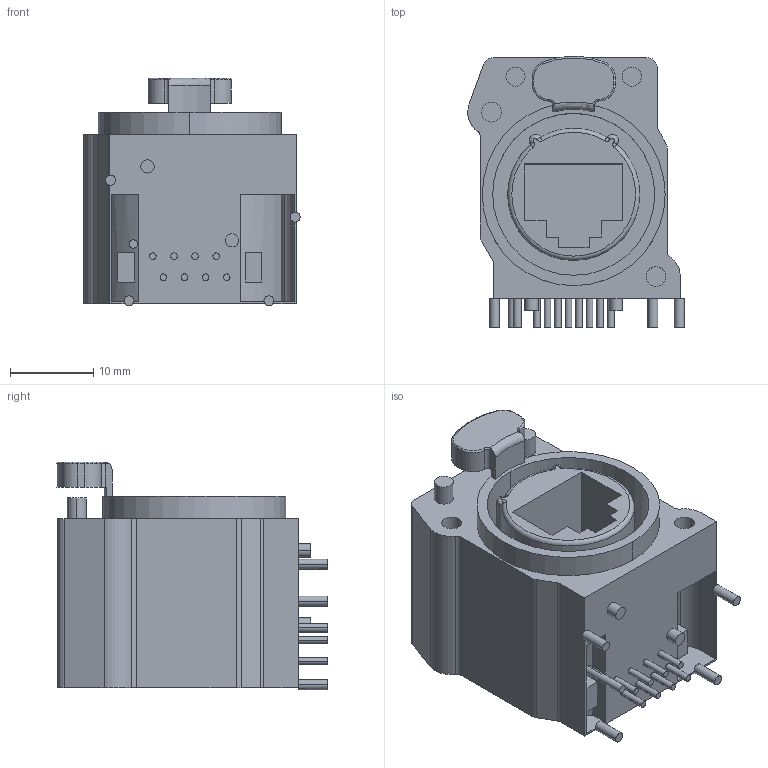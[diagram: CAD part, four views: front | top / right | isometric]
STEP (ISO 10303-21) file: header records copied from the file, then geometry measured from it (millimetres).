
FILE_DESCRIPTION((''),'2;1');
FILE_NAME('D-NE8FBH-C5-LED1-S','2015-05-27T',('bej'),(''),'PRO/ENGINEER BY PARAMETRIC TECHNOLOGY CORPORATION, 2013430','PRO/ENGINEER BY PARAMETRIC TECHNOLOGY CORPORATION, 2013430','');
FILE_SCHEMA(('AUTOMOTIVE_DESIGN_CC2 { 1 2 10303 214 -1 1 5 2 }'));
Length unit declared in the file: millimetre
Products named in the file (1): D-NE8FBH-C5-LED1-S
Bounding box: 26.05 x 32.58 x 27.38 mm (x, y, z)
Volume: 10351.8 mm3; surface area: 7825 mm2
Topology: 1 solids, 1 shells, 191 faces, 477 edges, 306 vertices
Faces by surface type: plane 92, cylinder 83, torus 10, bspline 6
Entity records: 6065 total; most frequent: CARTESIAN_POINT 1133, DIRECTION 1047, ORIENTED_EDGE 946, EDGE_CURVE 473, AXIS2_PLACEMENT_3D 397, VERTEX_POINT 306, VECTOR 253, LINE 253
